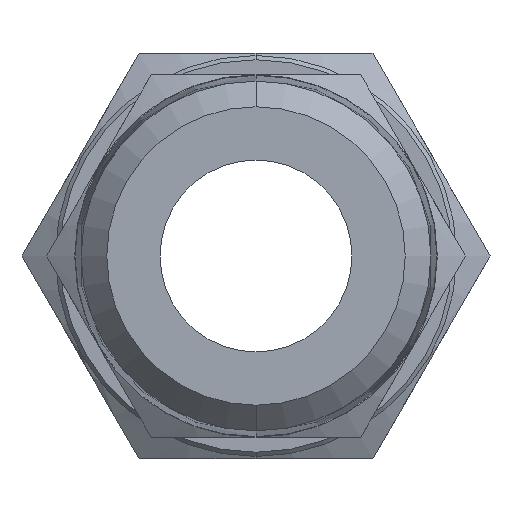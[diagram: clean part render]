
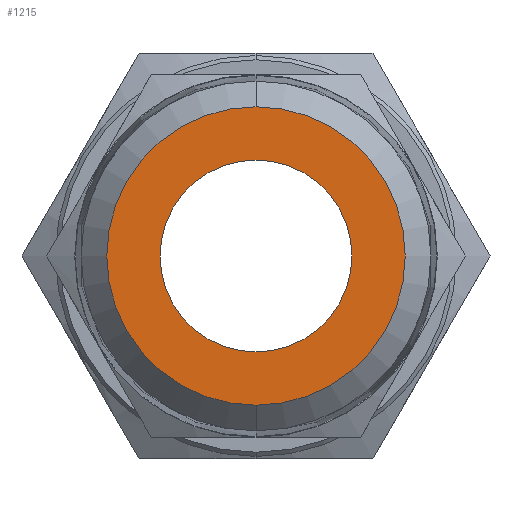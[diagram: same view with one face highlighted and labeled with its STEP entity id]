
A CAD part, front view. The second image highlights one B-rep face of the part: STEP entity #1215.
In plain terms, the highlighted planar face has unit normal (0, -1, 0).
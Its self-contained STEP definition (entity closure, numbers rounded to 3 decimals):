
#40 = VERTEX_POINT ( 'NONE', #784 ) ;
#44 = VERTEX_POINT ( 'NONE', #799 ) ;
#88 = CARTESIAN_POINT ( 'NONE',  ( 0., 0., 0. ) ) ;
#89 = DIRECTION ( 'NONE',  ( 0., -1., 0. ) ) ;
#90 = DIRECTION ( 'NONE',  ( 0., 0., -1. ) ) ;
#165 = CARTESIAN_POINT ( 'NONE',  ( 0., 0., 0. ) ) ;
#166 = DIRECTION ( 'NONE',  ( 0., -1., 0. ) ) ;
#167 = DIRECTION ( 'NONE',  ( 0., 0., -1. ) ) ;
#174 = CARTESIAN_POINT ( 'NONE',  ( 0., 0., 0. ) ) ;
#175 = DIRECTION ( 'NONE',  ( 0., -1., 0. ) ) ;
#176 = DIRECTION ( 'NONE',  ( 0., 0., -1. ) ) ;
#194 = CARTESIAN_POINT ( 'NONE',  ( 0., 0., 0. ) ) ;
#195 = DIRECTION ( 'NONE',  ( 0., -1., 0. ) ) ;
#196 = DIRECTION ( 'NONE',  ( 0., 0., -1. ) ) ;
#223 = CARTESIAN_POINT ( 'NONE',  ( 0., 0., -6.998 ) ) ;
#238 = CARTESIAN_POINT ( 'NONE',  ( 0., 0., 6.998 ) ) ;
#383 = AXIS2_PLACEMENT_3D ( 'NONE', #194, #195, #196 ) ;
#389 = AXIS2_PLACEMENT_3D ( 'NONE', #174, #175, #176 ) ;
#394 = AXIS2_PLACEMENT_3D ( 'NONE', #165, #166, #167 ) ;
#398 = CIRCLE ( 'NONE', #394, 6.998 ) ;
#403 = CIRCLE ( 'NONE', #383, 6.998 ) ;
#405 = CIRCLE ( 'NONE', #389, 4.5 ) ;
#410 = CIRCLE ( 'NONE', #446, 4.5 ) ;
#446 = AXIS2_PLACEMENT_3D ( 'NONE', #88, #89, #90 ) ;
#589 = EDGE_CURVE ( 'NONE', #40, #44, #410, .T. ) ;
#611 = EDGE_CURVE ( 'NONE', #815, #842, #398, .T. ) ;
#614 = EDGE_CURVE ( 'NONE', #44, #40, #405, .T. ) ;
#618 = EDGE_CURVE ( 'NONE', #842, #815, #403, .T. ) ;
#660 = AXIS2_PLACEMENT_3D ( 'NONE', #1308, #1309, #1310 ) ;
#784 = CARTESIAN_POINT ( 'NONE',  ( 0., 0., 4.5 ) ) ;
#799 = CARTESIAN_POINT ( 'NONE',  ( 0., 0., -4.5 ) ) ;
#815 = VERTEX_POINT ( 'NONE', #223 ) ;
#842 = VERTEX_POINT ( 'NONE', #238 ) ;
#1023 = EDGE_LOOP ( 'NONE', ( #1574, #1577 ) ) ;
#1024 = EDGE_LOOP ( 'NONE', ( #1525, #1524 ) ) ;
#1104 = FACE_OUTER_BOUND ( 'NONE', #1024, .T. ) ;
#1105 = FACE_BOUND ( 'NONE', #1023, .T. ) ;
#1215 = ADVANCED_FACE ( 'NONE', ( #1104, #1105 ), #1307, .T. ) ;
#1307 = PLANE ( 'NONE',  #660 ) ;
#1308 = CARTESIAN_POINT ( 'NONE',  ( 8.5, 0., 0. ) ) ;
#1309 = DIRECTION ( 'NONE',  ( 0., -1., 0. ) ) ;
#1310 = DIRECTION ( 'NONE',  ( 0., 0., -1. ) ) ;
#1524 = ORIENTED_EDGE ( 'NONE', *, *, #611, .T. ) ;
#1525 = ORIENTED_EDGE ( 'NONE', *, *, #618, .T. ) ;
#1574 = ORIENTED_EDGE ( 'NONE', *, *, #614, .F. ) ;
#1577 = ORIENTED_EDGE ( 'NONE', *, *, #589, .F. ) ;
